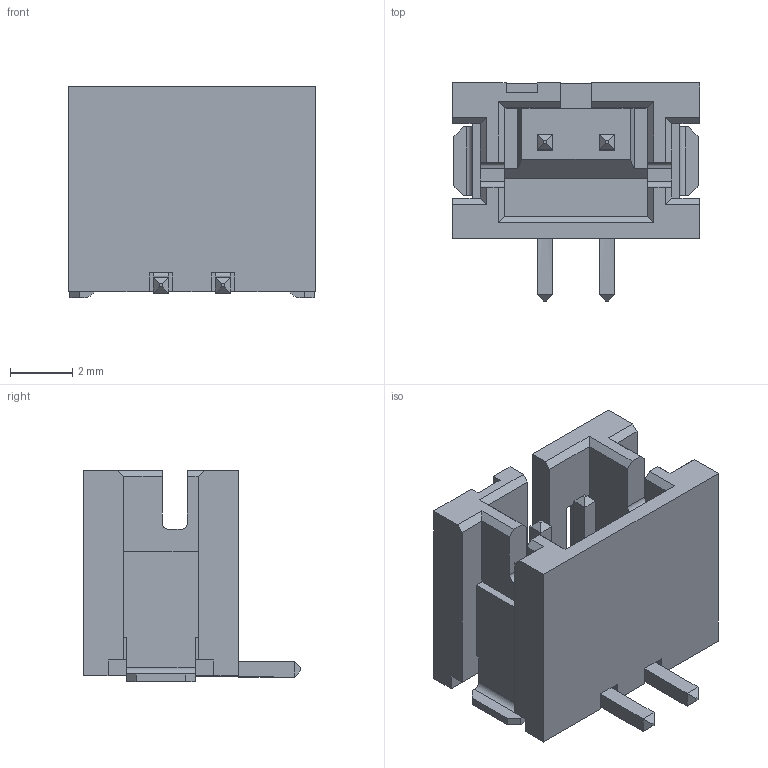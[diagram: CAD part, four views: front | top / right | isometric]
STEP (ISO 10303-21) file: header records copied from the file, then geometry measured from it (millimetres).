
FILE_DESCRIPTION (( 'STEP AP214' ), '1' );
FILE_NAME ('B2B-PH-SM4-TB(LF)(SN).STEP', '2021-05-27T12:06:19', ( '' ), ( '' ), 'SwSTEP 2.0', 'SolidWorks 2018', '' );
FILE_SCHEMA (( 'AUTOMOTIVE_DESIGN' ));
Length unit declared in the file: millimetre
Products named in the file (1): B2B-PH-SM4-TB(LF)(SN)
Bounding box: 7.95 x 7 x 6.8 mm (x, y, z)
Volume: 142.9 mm3; surface area: 401.5 mm2
Topology: 1 solids, 1 shells, 167 faces, 471 edges, 306 vertices
Faces by surface type: plane 151, cylinder 12, bspline 4
Entity records: 7152 total; most frequent: CARTESIAN_POINT 1065, ORIENTED_EDGE 942, DIRECTION 811, EDGE_CURVE 471, VECTOR 435, LINE 435, VERTEX_POINT 306, AXIS2_PLACEMENT_3D 188
